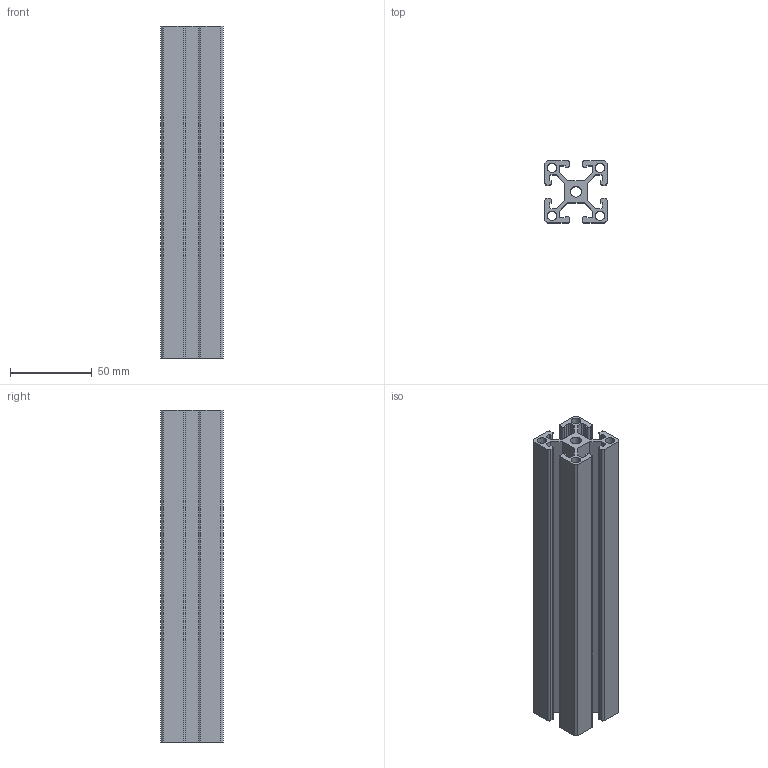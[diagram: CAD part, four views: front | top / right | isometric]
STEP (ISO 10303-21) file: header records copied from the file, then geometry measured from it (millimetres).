
FILE_DESCRIPTION (( 'STEP AP203' ), '1' );
FILE_NAME ('1515CUL.step', '2022-09-20T12:19:00', ( '' ), ( '' ), 'SwSTEP 2.0', 'SolidWorks 2021', '' );
FILE_SCHEMA (( 'CONFIG_CONTROL_DESIGN' ));
Length unit declared in the file: inch
Products named in the file (1): 1515CUL
Bounding box: 38.1 x 38.1 x 203.2 mm (x, y, z)
Volume: 114967.6 mm3; surface area: 86843.5 mm2
Topology: 1 solids, 1 shells, 100 faces, 294 edges, 196 vertices
Faces by surface type: plane 66, cylinder 34
Entity records: 3425 total; most frequent: CARTESIAN_POINT 591, ORIENTED_EDGE 588, DIRECTION 564, EDGE_CURVE 294, LINE 226, VECTOR 226, VERTEX_POINT 196, AXIS2_PLACEMENT_3D 169
